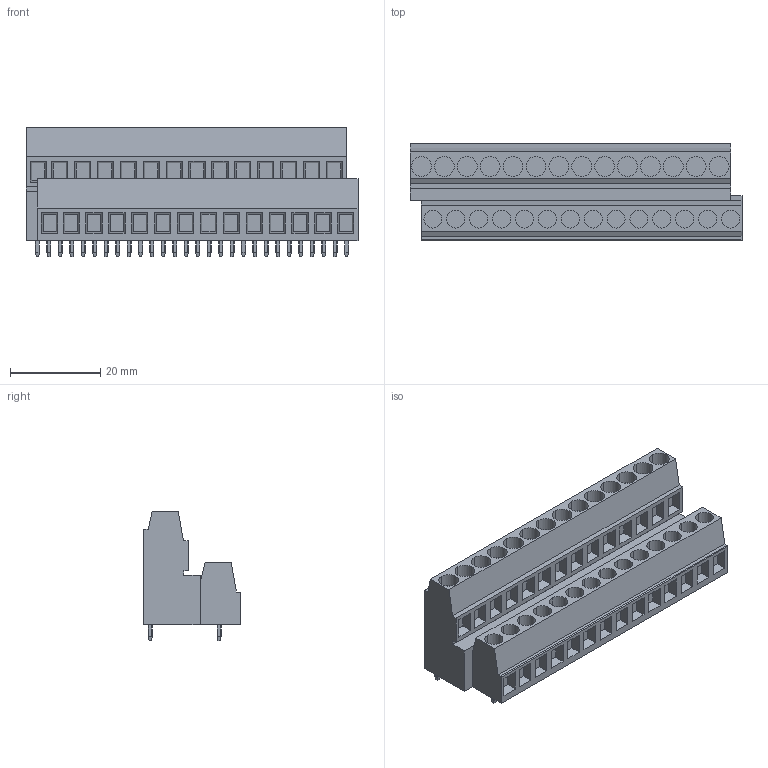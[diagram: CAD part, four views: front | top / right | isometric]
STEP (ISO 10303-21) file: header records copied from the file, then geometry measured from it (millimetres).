
FILE_DESCRIPTION(('CATIA V5 STEP Exchange','CAx-IF Rec.Pracs.--- Model Styling and Organization---1.2---2011-12-15'),'2;1');
FILE_NAME ('D1455709_0_1768970000_1768970000.stp','2018-09-07T07:50:50+00:00',('none'),('Weidmueller'),'CATIA Version 5-6 Release 2014','CATIA V5 STEP AP214','none');
FILE_SCHEMA(('AUTOMOTIVE_DESIGN { 1 0 10303 214 1 1 1 1 }'));
Length unit declared in the file: millimetre
Products named in the file (1): 1768970000
Bounding box: 73.66 x 21.6 x 28.7 mm (x, y, z)
Volume: 24776.1 mm3; surface area: 10065.4 mm2
Topology: 29 solids, 29 shells, 640 faces, 1578 edges, 1052 vertices
Faces by surface type: plane 583, cylinder 57
Entity records: 17300 total; most frequent: CARTESIAN_POINT 3364, ORIENTED_EDGE 3156, DIRECTION 2210, EDGE_CURVE 1578, VECTOR 1186, LINE 1186, VERTEX_POINT 1052, EDGE_LOOP 696
